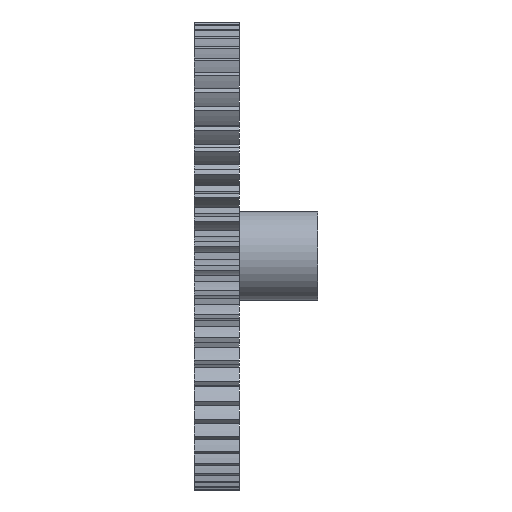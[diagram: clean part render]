
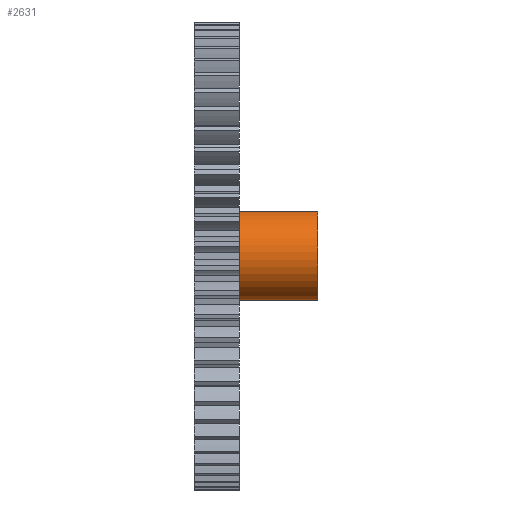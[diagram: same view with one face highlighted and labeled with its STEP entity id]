
A CAD part, front view. The second image highlights one B-rep face of the part: STEP entity #2631.
In plain terms, the highlighted cylindrical face has radius 4.763 mm (diameter 9.525 mm), a partial arc.
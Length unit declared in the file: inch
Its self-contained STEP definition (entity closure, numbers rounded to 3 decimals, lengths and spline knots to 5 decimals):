
#214 = ORIENTED_EDGE ( 'NONE', *, *, #4016, .F. ) ;
#331 = LINE ( 'NONE', #346, #5651 ) ;
#346 = CARTESIAN_POINT ( 'NONE',  ( 1.11609, -0.03, -0.18508 ) ) ;
#434 = ORIENTED_EDGE ( 'NONE', *, *, #7662, .F. ) ;
#497 = VECTOR ( 'NONE', #5718, 39.37008 ) ;
#541 = ORIENTED_EDGE ( 'NONE', *, *, #8892, .F. ) ;
#687 = LINE ( 'NONE', #5436, #497 ) ;
#1564 = EDGE_LOOP ( 'NONE', ( #541, #434, #214, #8961 ) ) ;
#1706 = EDGE_CURVE ( 'NONE', #5734, #4980, #8247, .T. ) ;
#2406 = DIRECTION ( 'NONE',  ( 0., 0., 1. ) ) ;
#2432 = DIRECTION ( 'NONE',  ( 1., 0., 0. ) ) ;
#2627 = CARTESIAN_POINT ( 'NONE',  ( 0.1875, 0., 0. ) ) ;
#2631 = ADVANCED_FACE ( 'NONE', ( #4732 ), #4528, .T. ) ;
#2743 = AXIS2_PLACEMENT_3D ( 'NONE', #2627, #2432, #2406 ) ;
#3740 = DIRECTION ( 'NONE',  ( 1., 0., 0. ) ) ;
#3964 = CARTESIAN_POINT ( 'NONE',  ( 0.1875, -0.03, 0.18508 ) ) ;
#4016 = EDGE_CURVE ( 'NONE', #5734, #7705, #687, .T. ) ;
#4528 = CYLINDRICAL_SURFACE ( 'NONE', #6935, 0.1875 ) ;
#4732 = FACE_OUTER_BOUND ( 'NONE', #1564, .T. ) ;
#4980 = VERTEX_POINT ( 'NONE', #8318 ) ;
#5182 = DIRECTION ( 'NONE',  ( -1., 0., 0. ) ) ;
#5331 = CIRCLE ( 'NONE', #7156, 0.1875 ) ;
#5436 = CARTESIAN_POINT ( 'NONE',  ( 1.11609, -0.03, 0.18508 ) ) ;
#5651 = VECTOR ( 'NONE', #5182, 39.37008 ) ;
#5718 = DIRECTION ( 'NONE',  ( 1., 0., 0. ) ) ;
#5734 = VERTEX_POINT ( 'NONE', #3964 ) ;
#6619 = CARTESIAN_POINT ( 'NONE',  ( 0.5125, -0.03, -0.18508 ) ) ;
#6935 = AXIS2_PLACEMENT_3D ( 'NONE', #8174, #8334, #8127 ) ;
#7156 = AXIS2_PLACEMENT_3D ( 'NONE', #7974, #3740, #8678 ) ;
#7662 = EDGE_CURVE ( 'NONE', #7705, #8279, #5331, .T. ) ;
#7705 = VERTEX_POINT ( 'NONE', #8694 ) ;
#7974 = CARTESIAN_POINT ( 'NONE',  ( 0.5125, 0., 0. ) ) ;
#8127 = DIRECTION ( 'NONE',  ( 0., 0., 1. ) ) ;
#8174 = CARTESIAN_POINT ( 'NONE',  ( 0.6125, 0., 0. ) ) ;
#8247 = CIRCLE ( 'NONE', #2743, 0.1875 ) ;
#8279 = VERTEX_POINT ( 'NONE', #6619 ) ;
#8318 = CARTESIAN_POINT ( 'NONE',  ( 0.1875, -0.03, -0.18508 ) ) ;
#8334 = DIRECTION ( 'NONE',  ( -1., 0., 0. ) ) ;
#8678 = DIRECTION ( 'NONE',  ( 0., 0., -1. ) ) ;
#8694 = CARTESIAN_POINT ( 'NONE',  ( 0.5125, -0.03, 0.18508 ) ) ;
#8892 = EDGE_CURVE ( 'NONE', #8279, #4980, #331, .T. ) ;
#8961 = ORIENTED_EDGE ( 'NONE', *, *, #1706, .T. ) ;
